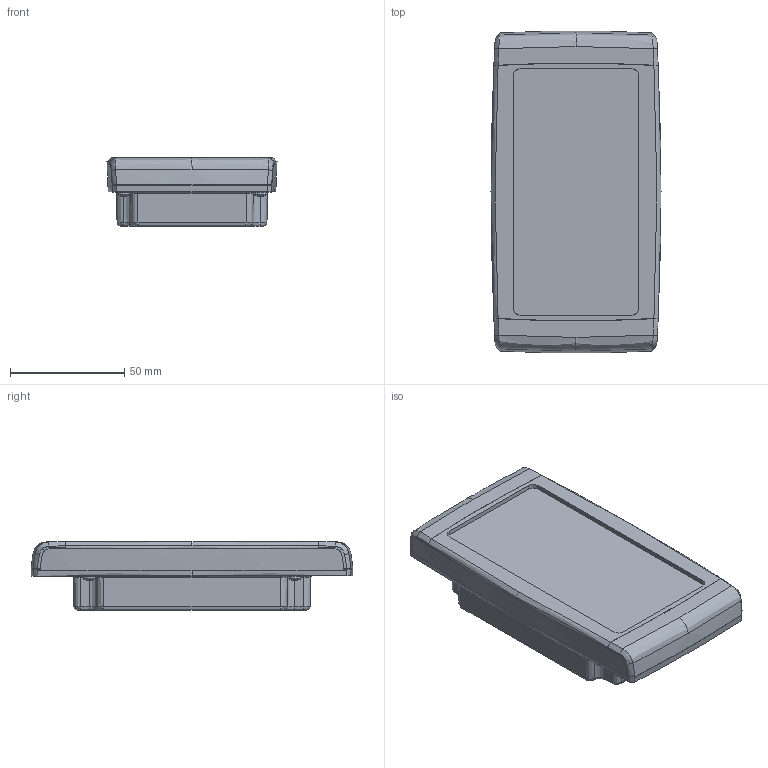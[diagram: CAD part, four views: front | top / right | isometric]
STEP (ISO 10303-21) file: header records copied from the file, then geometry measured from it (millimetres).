
FILE_DESCRIPTION((''),'2;1');
FILE_NAME('93143525_Circum C 1435 F-NG-7024.stp','2010-08-05T16:08:22',('haertel'),(''),'Autodesk Inventor 2011','Autodesk Inventor 2011','');
FILE_SCHEMA(('AUTOMOTIVE_DESIGN { 1 0 10303 214 1 1 1 1 }'));
Length unit declared in the file: millimetre
Products named in the file (5): C1435F-NG; 1009867_3D; 1009877_3D; 1009879_3D; SHR Z KA30X10 WN 1412 MG_3DSYM
Assembly tree (8 placements, depth 2):
  C1435F-NG
    1009867_3D
    1009877_3D  x2
    1009879_3D
    SHR Z KA30X10 WN 1412 MG_3DSYM  x4
Bounding box: 74.56 x 141.17 x 30 mm (x, y, z)
Volume: 89973.4 mm3; surface area: 71543.4 mm2
Topology: 8 solids, 8 shells, 1219 faces, 3234 edges, 2006 vertices
Faces by surface type: plane 441, bspline 274, cylinder 230, torus 128, cone 102, sphere 44
Full cylindrical faces by diameter (mm): 2 x24, 3.5 x8, 5.3 x4
Entity records: 37583 total; most frequent: CARTESIAN_POINT 15612, ORIENTED_EDGE 4830, DIRECTION 4101, EDGE_CURVE 2415, AXIS2_PLACEMENT_3D 1595, VERTEX_POINT 1538, EDGE_LOOP 1073, FACE_OUTER_BOUND 961
